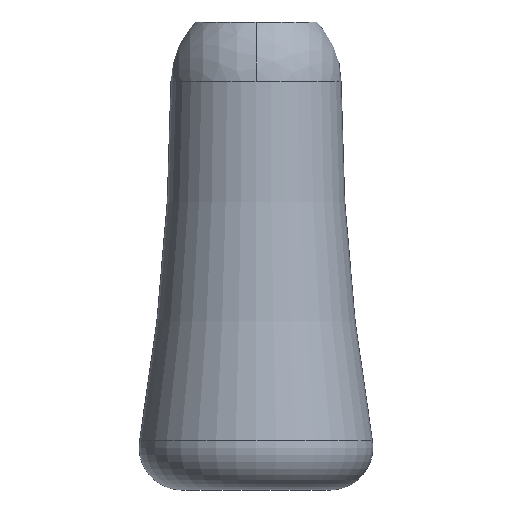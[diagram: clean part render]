
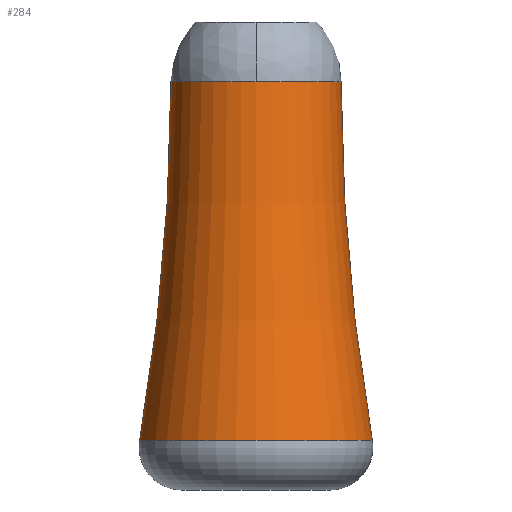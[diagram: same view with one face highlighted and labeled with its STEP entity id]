
A CAD part, front view. The second image highlights one B-rep face of the part: STEP entity #284.
In plain terms, the highlighted toroidal (fillet/blend) face has major radius 104 mm and minor radius 100 mm.
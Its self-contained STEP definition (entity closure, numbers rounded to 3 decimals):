
#61 = AXIS2_PLACEMENT_3D ( 'NONE', #317, #319, #320 ) ;
#63 = CIRCLE ( 'NONE', #405, 100. ) ;
#70 = CIRCLE ( 'NONE', #76, 4. ) ;
#73 = CIRCLE ( 'NONE', #61, 4. ) ;
#76 = AXIS2_PLACEMENT_3D ( 'NONE', #303, #306, #309 ) ;
#96 = DIRECTION ( 'NONE',  ( 1., 0., 0. ) ) ;
#100 = DIRECTION ( 'NONE',  ( 0., 0., 1. ) ) ;
#102 = CARTESIAN_POINT ( 'NONE',  ( 0., 0., 19.43 ) ) ;
#115 = ORIENTED_EDGE ( 'NONE', *, *, #262, .F. ) ;
#125 = ORIENTED_EDGE ( 'NONE', *, *, #261, .F. ) ;
#126 = ORIENTED_EDGE ( 'NONE', *, *, #266, .F. ) ;
#128 = ORIENTED_EDGE ( 'NONE', *, *, #264, .T. ) ;
#129 = ORIENTED_EDGE ( 'NONE', *, *, #273, .T. ) ;
#148 = EDGE_LOOP ( 'NONE', ( #115, #128, #129, #126, #125 ) ) ;
#161 = VERTEX_POINT ( 'NONE', #332 ) ;
#162 = VERTEX_POINT ( 'NONE', #333 ) ;
#165 = VERTEX_POINT ( 'NONE', #335 ) ;
#188 = VERTEX_POINT ( 'NONE', #338 ) ;
#207 = VERTEX_POINT ( 'NONE', #323 ) ;
#223 = FACE_OUTER_BOUND ( 'NONE', #148, .T. ) ;
#240 = DIRECTION ( 'NONE',  ( 1., 0., 0. ) ) ;
#241 = DIRECTION ( 'NONE',  ( 0., 0., 1. ) ) ;
#242 = CARTESIAN_POINT ( 'NONE',  ( 0., 0., 2.342 ) ) ;
#250 = DIRECTION ( 'NONE',  ( 0., -1., 0. ) ) ;
#252 = DIRECTION ( 'NONE',  ( 0., 0., -1. ) ) ;
#261 = EDGE_CURVE ( 'NONE', #162, #207, #73, .T. ) ;
#262 = EDGE_CURVE ( 'NONE', #165, #162, #70, .T. ) ;
#264 = EDGE_CURVE ( 'NONE', #165, #188, #63, .T. ) ;
#266 = EDGE_CURVE ( 'NONE', #207, #161, #399, .T. ) ;
#273 = EDGE_CURVE ( 'NONE', #188, #161, #421, .T. ) ;
#284 = ADVANCED_FACE ( 'NONE', ( #223 ), #419, .F. ) ;
#301 = CARTESIAN_POINT ( 'NONE',  ( 104., 0., 19.43 ) ) ;
#303 = CARTESIAN_POINT ( 'NONE',  ( 0., 0., 19.202 ) ) ;
#306 = DIRECTION ( 'NONE',  ( 0., 0., 1. ) ) ;
#307 = DIRECTION ( 'NONE',  ( 0., 1., 0. ) ) ;
#308 = DIRECTION ( 'NONE',  ( -1., 0., 0. ) ) ;
#309 = DIRECTION ( 'NONE',  ( 1., 0., 0. ) ) ;
#317 = CARTESIAN_POINT ( 'NONE',  ( 0., 0., 19.202 ) ) ;
#318 = CARTESIAN_POINT ( 'NONE',  ( -104., 0., 19.43 ) ) ;
#319 = DIRECTION ( 'NONE',  ( 0., 0., 1. ) ) ;
#320 = DIRECTION ( 'NONE',  ( 1., 0., 0. ) ) ;
#323 = CARTESIAN_POINT ( 'NONE',  ( 4., 0., 19.202 ) ) ;
#332 = CARTESIAN_POINT ( 'NONE',  ( 5.471, 0., 2.342 ) ) ;
#333 = CARTESIAN_POINT ( 'NONE',  ( 0., -4., 19.202 ) ) ;
#335 = CARTESIAN_POINT ( 'NONE',  ( -4., 0., 19.202 ) ) ;
#338 = CARTESIAN_POINT ( 'NONE',  ( -5.471, 0., 2.342 ) ) ;
#351 = AXIS2_PLACEMENT_3D ( 'NONE', #242, #241, #240 ) ;
#394 = AXIS2_PLACEMENT_3D ( 'NONE', #301, #250, #252 ) ;
#396 = AXIS2_PLACEMENT_3D ( 'NONE', #102, #100, #96 ) ;
#399 = CIRCLE ( 'NONE', #394, 100. ) ;
#405 = AXIS2_PLACEMENT_3D ( 'NONE', #318, #307, #308 ) ;
#419 = TOROIDAL_SURFACE ( 'NONE', #396, 104., 100. ) ;
#421 = CIRCLE ( 'NONE', #351, 5.471 ) ;
